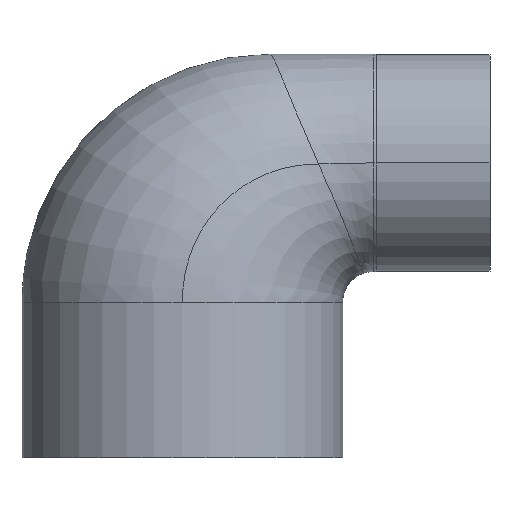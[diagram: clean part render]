
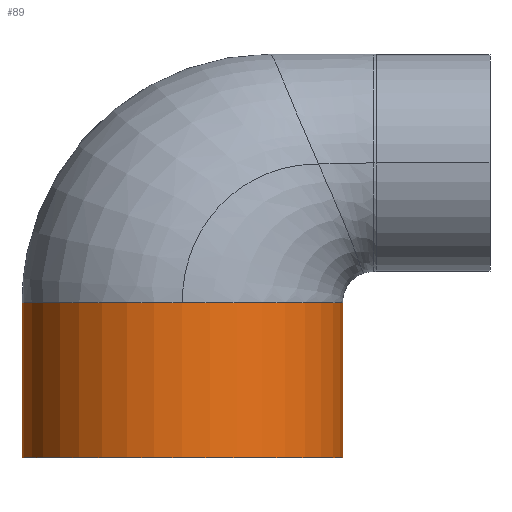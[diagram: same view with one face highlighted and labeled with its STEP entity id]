
A CAD part, front view. The second image highlights one B-rep face of the part: STEP entity #89.
In plain terms, the highlighted cylindrical face has radius 31 mm (diameter 62 mm), a partial arc.
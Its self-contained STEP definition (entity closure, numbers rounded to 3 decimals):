
#89=ADVANCED_FACE('',(#197),#198,.T.);
#197=FACE_OUTER_BOUND('',#776,.T.);
#198=CYLINDRICAL_SURFACE('',#777,31.0);
#776=EDGE_LOOP('',(#3847,#3848,#3849,#3850,#3851));
#777=AXIS2_PLACEMENT_3D('',#3852,#3853,#3854);
#3847=ORIENTED_EDGE('',*,*,#4046,.T.);
#3848=ORIENTED_EDGE('',*,*,#4048,.F.);
#3849=ORIENTED_EDGE('',*,*,#4049,.F.);
#3850=ORIENTED_EDGE('',*,*,#4043,.F.);
#3851=ORIENTED_EDGE('',*,*,#4040,.T.);
#3852=CARTESIAN_POINT('',(0.0,0.0,0.0));
#3853=DIRECTION('',(0.0,0.0,-1.0));
#3854=DIRECTION('',(1.0,0.0,0.0));
#4040=EDGE_CURVE('',#4177,#4178,#4179,.T.);
#4043=EDGE_CURVE('',#4177,#4182,#4183,.T.);
#4046=EDGE_CURVE('',#4178,#4186,#4188,.T.);
#4048=EDGE_CURVE('',#4190,#4186,#4191,.T.);
#4049=EDGE_CURVE('',#4182,#4190,#4192,.T.);
#4177=VERTEX_POINT('',#4533);
#4178=VERTEX_POINT('',#4534);
#4179=CIRCLE('',#4535,31.0);
#4182=VERTEX_POINT('',#4538);
#4183=LINE('',#4539,#4540);
#4186=VERTEX_POINT('',#4543);
#4188=LINE('',#4545,#4546);
#4190=VERTEX_POINT('',#4548);
#4191=CIRCLE('',#4549,31.0);
#4192=CIRCLE('',#4550,31.0);
#4533=CARTESIAN_POINT('',(-31.0,0.0,0.0));
#4534=CARTESIAN_POINT('',(31.0,0.0,0.0));
#4535=AXIS2_PLACEMENT_3D('',#4923,#4924,#4925);
#4538=CARTESIAN_POINT('',(-31.0,0.0,30.));
#4539=CARTESIAN_POINT('',(-31.0,0.0,0.0));
#4540=VECTOR('',#4929,30.0);
#4543=CARTESIAN_POINT('',(31.0,0.,30.));
#4545=CARTESIAN_POINT('',(31.0,0.0,0.0));
#4546=VECTOR('',#4936,30.0);
#4548=CARTESIAN_POINT('',(0.,-31.0,30.));
#4549=AXIS2_PLACEMENT_3D('',#4937,#4938,#4939);
#4550=AXIS2_PLACEMENT_3D('',#4940,#4941,#4942);
#4923=CARTESIAN_POINT('',(0.0,0.0,0.0));
#4924=DIRECTION('',(0.0,0.0,1.0));
#4925=DIRECTION('',(-1.0,0.0,0.0));
#4929=DIRECTION('',(0.0,0.,1.0));
#4936=DIRECTION('',(0.0,0.,1.0));
#4937=CARTESIAN_POINT('',(0.0,0.0,30.));
#4938=DIRECTION('',(0.0,0.0,1.0));
#4939=DIRECTION('',(0.,-1.0,0.0));
#4940=CARTESIAN_POINT('',(0.0,0.0,30.));
#4941=DIRECTION('',(0.0,0.0,1.0));
#4942=DIRECTION('',(-1.0,0.0,0.0));
